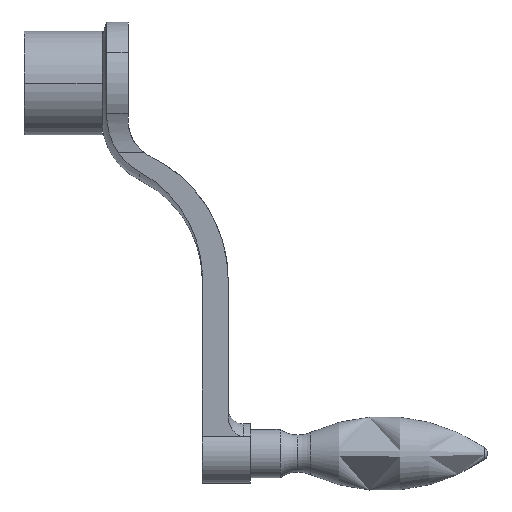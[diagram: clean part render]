
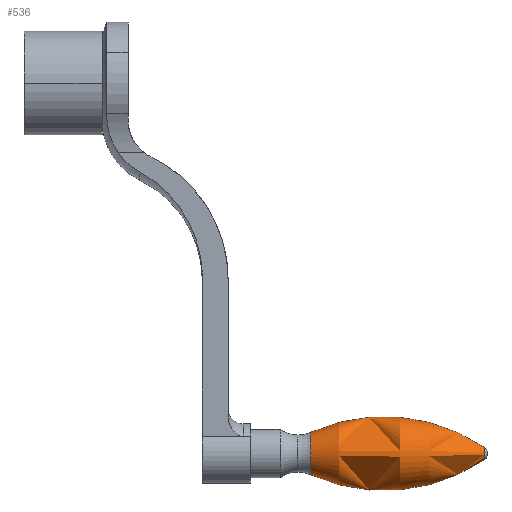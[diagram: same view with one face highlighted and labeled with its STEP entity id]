
A CAD part, left-side view. The second image highlights one B-rep face of the part: STEP entity #536.
In plain terms, the highlighted toroidal (fillet/blend) face has major radius 38.033 mm and minor radius 48.033 mm.
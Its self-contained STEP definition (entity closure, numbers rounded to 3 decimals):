
#268=EDGE_CURVE('',#300,#288,#700,.T.);
#288=VERTEX_POINT('',#721);
#300=VERTEX_POINT('',#734);
#466=EDGE_CURVE('',#608,#598,#918,.T.);
#472=EDGE_CURVE('',#300,#598,#924,.T.);
#536=ADVANCED_FACE('',(#995),#996,.T.);
#562=EDGE_CURVE('',#288,#608,#1025,.T.);
#598=VERTEX_POINT('',#1067);
#608=VERTEX_POINT('',#1079);
#700=CIRCLE('',#1185,48.033);
#721=CARTESIAN_POINT('',(0.,-124.128,-101.652));
#734=CARTESIAN_POINT('',(0.,-77.318,-105.752));
#918=CIRCLE('',#1541,48.033);
#924=CIRCLE('',#1549,5.752);
#995=FACE_OUTER_BOUND('',#1662,.T.);
#996=TOROIDAL_SURFACE('',#1663,-38.033,48.033);
#1025=CIRCLE('',#1753,1.652);
#1067=CARTESIAN_POINT('',(0.,-77.318,-94.248));
#1079=CARTESIAN_POINT('',(0.,-124.128,-98.348));
#1185=AXIS2_PLACEMENT_3D('',#1921,#1922,#1923);
#1541=AXIS2_PLACEMENT_3D('',#2172,#2173,#2174);
#1549=AXIS2_PLACEMENT_3D('',#2178,#2179,#2180);
#1662=EDGE_LOOP('',(#2272,#2273,#2274,#2275));
#1663=AXIS2_PLACEMENT_3D('',#2276,#2277,#2278);
#1753=AXIS2_PLACEMENT_3D('',#2317,#2318,#2319);
#1921=CARTESIAN_POINT('',(0.,-97.068,-61.967));
#1922=DIRECTION('',(-1.0,-0.0,0.));
#1923=DIRECTION('',(0.,0.0,-1.0));
#2172=CARTESIAN_POINT('',(0.,-97.068,-138.033));
#2173=DIRECTION('',(-1.0,-0.0,0.));
#2174=DIRECTION('',(0.,0.0,1.0));
#2178=CARTESIAN_POINT('',(0.0,-77.318,-100.0));
#2179=DIRECTION('',(0.0,1.0,0.0));
#2180=DIRECTION('',(0.,0.0,-1.0));
#2272=ORIENTED_EDGE('',*,*,#466,.T.);
#2273=ORIENTED_EDGE('',*,*,#472,.F.);
#2274=ORIENTED_EDGE('',*,*,#268,.T.);
#2275=ORIENTED_EDGE('',*,*,#562,.T.);
#2276=CARTESIAN_POINT('',(0.0,-97.068,-100.0));
#2277=DIRECTION('',(-0.0,1.0,0.0));
#2278=DIRECTION('',(0.,0.0,1.0));
#2317=CARTESIAN_POINT('',(0.0,-124.128,-100.0));
#2318=DIRECTION('',(0.0,1.0,0.0));
#2319=DIRECTION('',(0.,0.0,-1.0));
